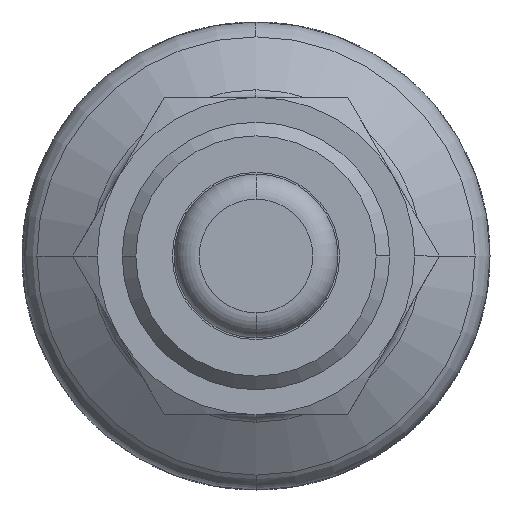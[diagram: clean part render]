
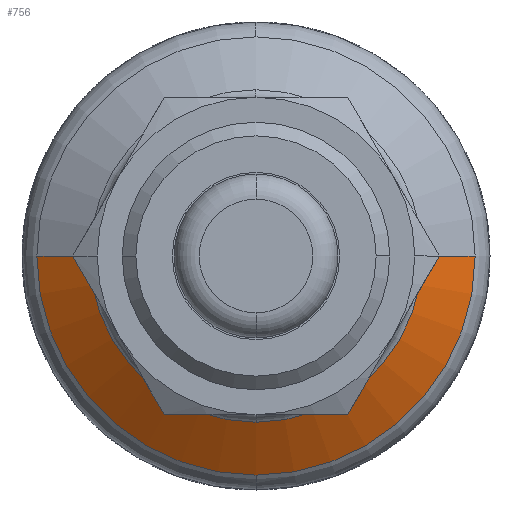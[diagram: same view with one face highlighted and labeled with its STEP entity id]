
A CAD part, front view. The second image highlights one B-rep face of the part: STEP entity #756.
In plain terms, the highlighted conical face has half-angle 56.31 degrees and reference radius 11.527 mm.
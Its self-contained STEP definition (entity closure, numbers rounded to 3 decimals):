
#756=ADVANCED_FACE('',(#2124),#2125,.T.);
#2124=FACE_OUTER_BOUND('',#4102,.T.);
#2125=CONICAL_SURFACE('',#4103,11.527,0.983);
#4102=EDGE_LOOP('',(#6669,#6670,#6671,#6672,#6673,#6674));
#4103=AXIS2_PLACEMENT_3D('',#6675,#6676,#6677);
#6669=ORIENTED_EDGE('',*,*,#12940,.F.);
#6670=ORIENTED_EDGE('',*,*,#12941,.T.);
#6671=ORIENTED_EDGE('',*,*,#12942,.T.);
#6672=ORIENTED_EDGE('',*,*,#12943,.F.);
#6673=ORIENTED_EDGE('',*,*,#12944,.F.);
#6674=ORIENTED_EDGE('',*,*,#12936,.F.);
#6675=CARTESIAN_POINT('',(0.0,51.158,0.0));
#6676=DIRECTION('',(-0.0,1.0,-0.0));
#6677=DIRECTION('',(1.0,0.0,0.0));
#12936=EDGE_CURVE('',#15966,#15968,#15969,.T.);
#12940=EDGE_CURVE('',#15973,#15966,#15974,.T.);
#12941=EDGE_CURVE('',#15973,#15975,#15976,.T.);
#12942=EDGE_CURVE('',#15975,#15977,#15978,.T.);
#12943=EDGE_CURVE('',#15979,#15977,#15980,.T.);
#12944=EDGE_CURVE('',#15968,#15979,#15981,.T.);
#15966=VERTEX_POINT('',#20319);
#15968=VERTEX_POINT('',#20321);
#15969=CIRCLE('',#20322,13.109);
#15973=VERTEX_POINT('',#20326);
#15974=LINE('',#20327,#20328);
#15975=VERTEX_POINT('',#20329);
#15976=CIRCLE('',#20330,9.945);
#15977=VERTEX_POINT('',#20331);
#15978=CIRCLE('',#20332,9.945);
#15979=VERTEX_POINT('',#20333);
#15980=LINE('',#20334,#20335);
#15981=CIRCLE('',#20336,13.109);
#20319=CARTESIAN_POINT('',(13.109,52.213,0.0));
#20321=CARTESIAN_POINT('',(0.,52.213,-13.109));
#20322=AXIS2_PLACEMENT_3D('',#24939,#24940,#24941);
#20326=CARTESIAN_POINT('',(9.945,50.103,0.0));
#20327=CARTESIAN_POINT('',(11.527,51.158,0.));
#20328=VECTOR('',#24948,1.0);
#20329=CARTESIAN_POINT('',(0.,50.103,-9.945));
#20330=AXIS2_PLACEMENT_3D('',#24949,#24950,#24951);
#20331=CARTESIAN_POINT('',(-9.945,50.103,0.));
#20332=AXIS2_PLACEMENT_3D('',#24952,#24953,#24954);
#20333=CARTESIAN_POINT('',(-13.109,52.213,0.));
#20334=CARTESIAN_POINT('',(-11.527,51.158,0.));
#20335=VECTOR('',#24955,1.0);
#20336=AXIS2_PLACEMENT_3D('',#24956,#24957,#24958);
#24939=CARTESIAN_POINT('',(0.0,52.213,0.0));
#24940=DIRECTION('',(-0.0,1.0,0.0));
#24941=DIRECTION('',(1.0,0.0,0.0));
#24948=DIRECTION('',(0.832,0.555,0.));
#24949=CARTESIAN_POINT('',(0.0,50.103,0.0));
#24950=DIRECTION('',(-0.0,1.0,0.0));
#24951=DIRECTION('',(1.0,0.0,0.0));
#24952=CARTESIAN_POINT('',(0.0,50.103,0.0));
#24953=DIRECTION('',(-0.0,1.0,0.0));
#24954=DIRECTION('',(1.0,0.0,0.0));
#24955=DIRECTION('',(0.832,-0.555,0.));
#24956=CARTESIAN_POINT('',(0.0,52.213,0.0));
#24957=DIRECTION('',(-0.0,1.0,0.0));
#24958=DIRECTION('',(1.0,0.0,0.0));
